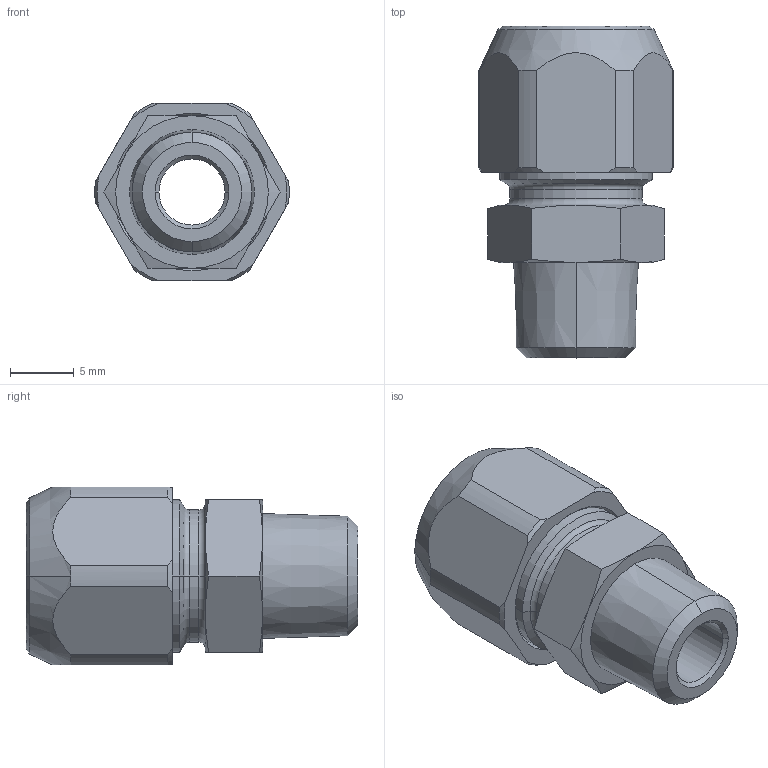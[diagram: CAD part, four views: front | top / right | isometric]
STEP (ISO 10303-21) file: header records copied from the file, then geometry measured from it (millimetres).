
FILE_DESCRIPTION(( 'CX.12.08.18.stp' ), '1');
FILE_NAME( 'CX.12.08.18.stp', '2018-09-04T16:08:33',( 'Sopra'),('sopra-pneumatic.com'), 'SwSTEP 2.0','SolidWorks 2009','' );
FILE_SCHEMA(('CONFIG_CONTROL_DESIGN'));
Length unit declared in the file: millimetre
Products named in the file (1): 360420B_151X4-8-6-1-8K
Bounding box: 15.3 x 26.1 x 14 mm (x, y, z)
Volume: 2429.5 mm3; surface area: 2017.3 mm2
Topology: 1 solids, 1 shells, 77 faces, 176 edges, 106 vertices
Faces by surface type: cone 36, plane 19, cylinder 16, torus 6
Entity records: 2322 total; most frequent: CARTESIAN_POINT 563, DIRECTION 370, ORIENTED_EDGE 352, EDGE_CURVE 176, AXIS2_PLACEMENT_3D 159, VERTEX_POINT 106, EDGE_LOOP 84, CIRCLE 82
